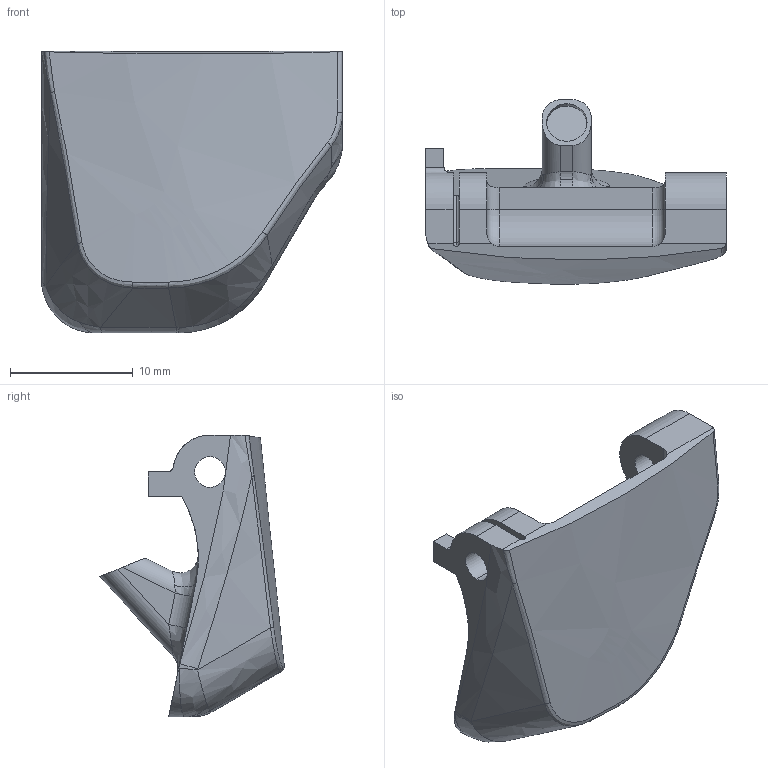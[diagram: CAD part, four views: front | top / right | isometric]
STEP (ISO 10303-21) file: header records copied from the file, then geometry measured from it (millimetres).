
FILE_DESCRIPTION (( 'STEP AP214' ), '1' );
FILE_NAME ('RHS Trigger.STEP', '2024-11-29T00:48:01', ( '' ), ( '' ), 'SwSTEP 2.0', 'SolidWorks 2022', '' );
FILE_SCHEMA (( 'AUTOMOTIVE_DESIGN' ));
Length unit declared in the file: millimetre
Products named in the file (1): RHS Trigger
Bounding box: 24.5 x 15.01 x 22.95 mm (x, y, z)
Volume: 2600.1 mm3; surface area: 1693.6 mm2
Topology: 1 solids, 1 shells, 101 faces, 262 edges, 164 vertices
Faces by surface type: bspline 37, cylinder 34, plane 24, torus 6
Entity records: 4312 total; most frequent: CARTESIAN_POINT 2078, ORIENTED_EDGE 524, DIRECTION 380, EDGE_CURVE 262, VERTEX_POINT 164, AXIS2_PLACEMENT_3D 147, EDGE_LOOP 108, FACE_OUTER_BOUND 101
